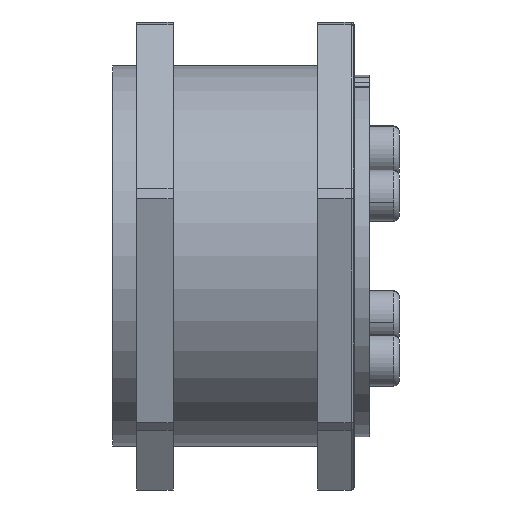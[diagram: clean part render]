
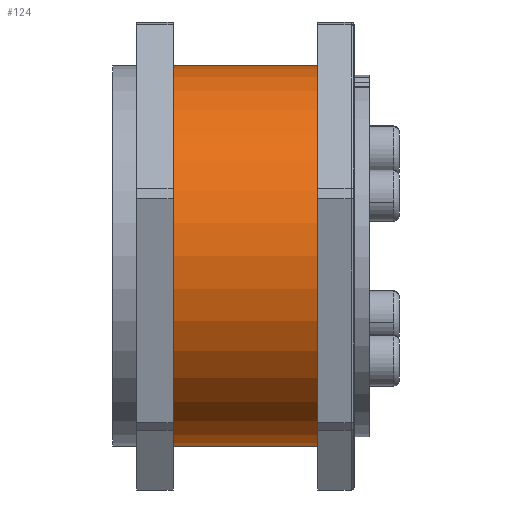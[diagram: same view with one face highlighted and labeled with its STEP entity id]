
A CAD part, front view. The second image highlights one B-rep face of the part: STEP entity #124.
In plain terms, the highlighted cylindrical face has radius 31.5 mm (diameter 63 mm), a partial arc.
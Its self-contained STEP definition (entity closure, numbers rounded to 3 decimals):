
#83=CARTESIAN_POINT('',(0.0,0.0,6.));
#84=DIRECTION('',(0.0,0.0,1.0));
#85=DIRECTION('',(-1.0,0.0,0.0));
#86=AXIS2_PLACEMENT_3D('',#83,#84,#85);
#87=CYLINDRICAL_SURFACE('',#86,31.5);
#88=CARTESIAN_POINT('',(-31.5,0.,6.0));
#89=VERTEX_POINT('',#88);
#90=CARTESIAN_POINT('',(-31.5,0.,30.0));
#91=VERTEX_POINT('',#90);
#92=CARTESIAN_POINT('',(-31.5,0.,6.0));
#93=DIRECTION('',(0.0,0.0,1.0));
#94=VECTOR('',#93,24.0);
#95=LINE('',#92,#94);
#96=EDGE_CURVE('',#89,#91,#95,.T.);
#97=ORIENTED_EDGE('',*,*,#96,.F.);
#98=CARTESIAN_POINT('',(31.5,0.,6.));
#99=VERTEX_POINT('',#98);
#100=CARTESIAN_POINT('',(0.0,0.0,6.));
#101=DIRECTION('',(0.0,0.0,-1.0));
#102=DIRECTION('',(-1.0,0.0,0.0));
#103=AXIS2_PLACEMENT_3D('',#100,#101,#102);
#104=CIRCLE('',#103,31.5);
#105=EDGE_CURVE('',#99,#89,#104,.T.);
#106=ORIENTED_EDGE('',*,*,#105,.F.);
#107=CARTESIAN_POINT('',(31.5,0.,30.0));
#108=VERTEX_POINT('',#107);
#109=CARTESIAN_POINT('',(31.5,0.,30.0));
#110=DIRECTION('',(0.0,0.0,-1.0));
#111=VECTOR('',#110,24.0);
#112=LINE('',#109,#111);
#113=EDGE_CURVE('',#108,#99,#112,.T.);
#114=ORIENTED_EDGE('',*,*,#113,.F.);
#115=CARTESIAN_POINT('',(0.0,0.0,30.));
#116=DIRECTION('',(0.0,0.0,-1.0));
#117=DIRECTION('',(-1.0,0.0,0.0));
#118=AXIS2_PLACEMENT_3D('',#115,#116,#117);
#119=CIRCLE('',#118,31.5);
#120=EDGE_CURVE('',#108,#91,#119,.T.);
#121=ORIENTED_EDGE('',*,*,#120,.T.);
#122=EDGE_LOOP('',(#97,#106,#114,#121));
#123=FACE_OUTER_BOUND('',#122,.T.);
#124=ADVANCED_FACE('',(#123),#87,.T.);
